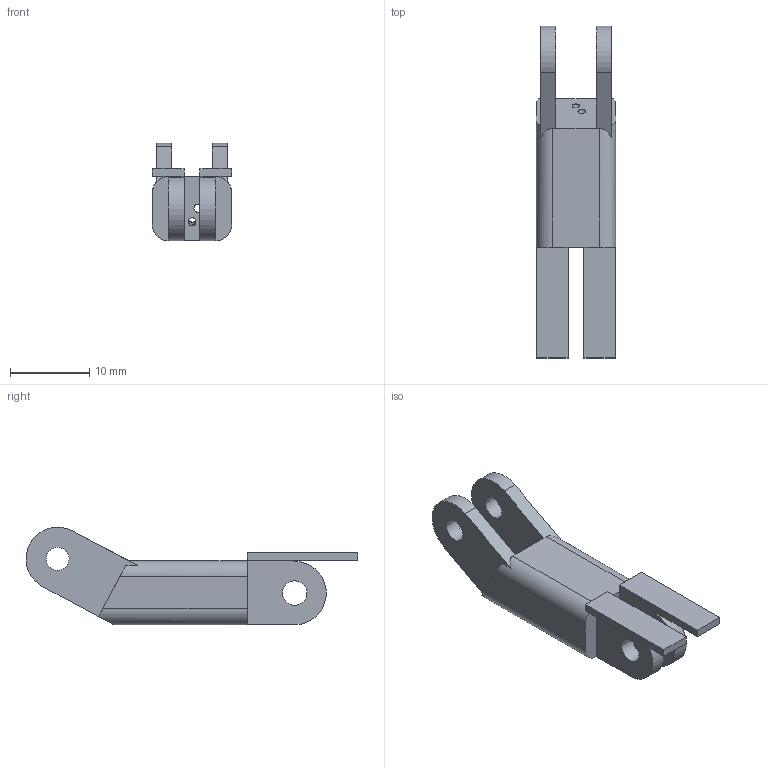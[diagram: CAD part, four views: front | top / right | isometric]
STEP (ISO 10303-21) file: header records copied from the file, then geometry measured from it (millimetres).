
FILE_DESCRIPTION(('CATIA V5 STEP Exchange'),'2;1');
FILE_NAME('Doigt partie 2.stp','2017-02-03T15:45:35+00:00',('none'),('none'),'Version 5-6 Release 2012','CATIA V5 STEP AP203','none');
FILE_SCHEMA(('CONFIG_CONTROL_DESIGN'));
Length unit declared in the file: millimetre
Products named in the file (1): Part2
Bounding box: 10 x 41.94 x 12.32 mm (x, y, z)
Volume: 1982.8 mm3; surface area: 1884.5 mm2
Topology: 1 solids, 1 shells, 57 faces, 163 edges, 109 vertices
Faces by surface type: plane 37, cylinder 18, bspline 2
Entity records: 2086 total; most frequent: CARTESIAN_POINT 661, ORIENTED_EDGE 326, DIRECTION 211, EDGE_CURVE 163, VECTOR 115, LINE 115, VERTEX_POINT 108, EDGE_LOOP 69
